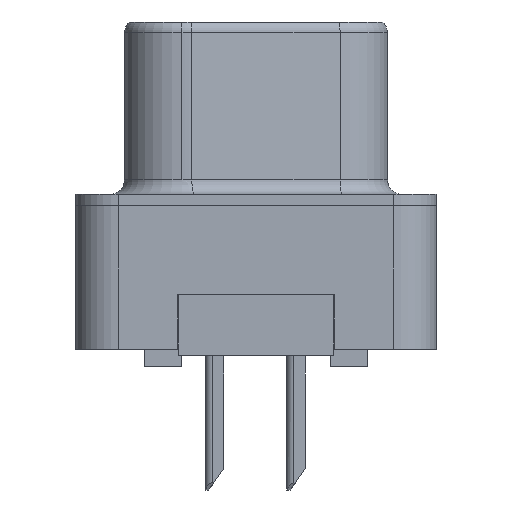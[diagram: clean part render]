
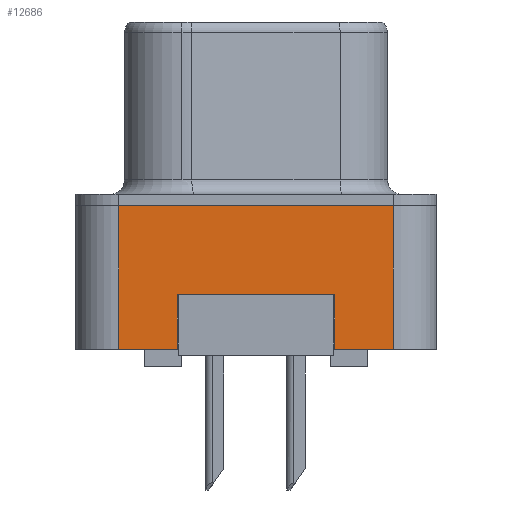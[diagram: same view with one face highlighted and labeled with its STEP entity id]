
A CAD part, left-side view. The second image highlights one B-rep face of the part: STEP entity #12686.
In plain terms, the highlighted planar face has unit normal (-1, 0, 0).
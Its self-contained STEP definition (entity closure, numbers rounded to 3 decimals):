
#255 = VERTEX_POINT ( 'NONE', #10393 ) ;
#372 = CARTESIAN_POINT ( 'NONE',  ( -2.935, -4.775, 0. ) ) ;
#914 = ORIENTED_EDGE ( 'NONE', *, *, #11827, .F. ) ;
#948 = DIRECTION ( 'NONE',  ( 0., -1., 0. ) ) ;
#1156 = CARTESIAN_POINT ( 'NONE',  ( -2.935, 4.775, -5. ) ) ;
#1625 = VECTOR ( 'NONE', #4049, 1000. ) ;
#2518 = DIRECTION ( 'NONE',  ( 0., 0., 1. ) ) ;
#3962 = LINE ( 'NONE', #9787, #6715 ) ;
#4049 = DIRECTION ( 'NONE',  ( 0., -1., 0. ) ) ;
#4296 = VERTEX_POINT ( 'NONE', #5609 ) ;
#4550 = EDGE_CURVE ( 'NONE', #11163, #16313, #17915, .T. ) ;
#4992 = CARTESIAN_POINT ( 'NONE',  ( -2.935, 2.75, -3.1 ) ) ;
#5261 = VERTEX_POINT ( 'NONE', #372 ) ;
#5385 = LINE ( 'NONE', #11205, #1625 ) ;
#5609 = CARTESIAN_POINT ( 'NONE',  ( -2.935, 2.75, -3.1 ) ) ;
#5759 = EDGE_CURVE ( 'NONE', #16737, #255, #5385, .T. ) ;
#5901 = CARTESIAN_POINT ( 'NONE',  ( -2.935, -2.75, -3.1 ) ) ;
#6408 = LINE ( 'NONE', #16329, #10339 ) ;
#6598 = VECTOR ( 'NONE', #948, 1000. ) ;
#6715 = VECTOR ( 'NONE', #2518, 1000. ) ;
#6991 = DIRECTION ( 'NONE',  ( 0., 0., -1. ) ) ;
#8046 = ORIENTED_EDGE ( 'NONE', *, *, #8381, .F. ) ;
#8173 = DIRECTION ( 'NONE',  ( 0., -1., 0. ) ) ;
#8339 = ORIENTED_EDGE ( 'NONE', *, *, #14310, .F. ) ;
#8381 = EDGE_CURVE ( 'NONE', #16737, #9614, #12685, .T. ) ;
#8433 = CARTESIAN_POINT ( 'NONE',  ( -2.935, -2.75, -5. ) ) ;
#8501 = CARTESIAN_POINT ( 'NONE',  ( -2.935, -4.775, -5. ) ) ;
#9184 = DIRECTION ( 'NONE',  ( 0., 1., 0. ) ) ;
#9563 = CARTESIAN_POINT ( 'NONE',  ( -2.935, 4.775, -5. ) ) ;
#9614 = VERTEX_POINT ( 'NONE', #13877 ) ;
#9656 = DIRECTION ( 'NONE',  ( 0., 0., -1. ) ) ;
#9787 = CARTESIAN_POINT ( 'NONE',  ( -2.935, -4.775, -5. ) ) ;
#9933 = PLANE ( 'NONE',  #17079 ) ;
#10086 = ORIENTED_EDGE ( 'NONE', *, *, #4550, .T. ) ;
#10339 = VECTOR ( 'NONE', #9184, 1000. ) ;
#10393 = CARTESIAN_POINT ( 'NONE',  ( -2.935, 2.75, -5. ) ) ;
#10656 = CARTESIAN_POINT ( 'NONE',  ( -2.935, -4.775, -5. ) ) ;
#10696 = CARTESIAN_POINT ( 'NONE',  ( -2.935, -4.775, 0. ) ) ;
#10789 = LINE ( 'NONE', #10696, #6598 ) ;
#11051 = EDGE_CURVE ( 'NONE', #16313, #5261, #3962, .T. ) ;
#11163 = VERTEX_POINT ( 'NONE', #8433 ) ;
#11205 = CARTESIAN_POINT ( 'NONE',  ( -2.935, -4.775, -5. ) ) ;
#11367 = FACE_OUTER_BOUND ( 'NONE', #14032, .T. ) ;
#11827 = EDGE_CURVE ( 'NONE', #14599, #4296, #6408, .T. ) ;
#11954 = ORIENTED_EDGE ( 'NONE', *, *, #12515, .F. ) ;
#12243 = LINE ( 'NONE', #4992, #18716 ) ;
#12515 = EDGE_CURVE ( 'NONE', #4296, #255, #12243, .T. ) ;
#12601 = DIRECTION ( 'NONE',  ( 0., 0., 1. ) ) ;
#12663 = CARTESIAN_POINT ( 'NONE',  ( -2.935, -4.775, -5. ) ) ;
#12685 = LINE ( 'NONE', #9563, #15770 ) ;
#12686 = ADVANCED_FACE ( 'NONE', ( #11367 ), #9933, .T. ) ;
#12701 = CARTESIAN_POINT ( 'NONE',  ( -2.935, -2.75, -3.1 ) ) ;
#12882 = DIRECTION ( 'NONE',  ( -1., 0., 0. ) ) ;
#13177 = VECTOR ( 'NONE', #8173, 1000. ) ;
#13283 = ORIENTED_EDGE ( 'NONE', *, *, #5759, .T. ) ;
#13370 = ORIENTED_EDGE ( 'NONE', *, *, #15231, .T. ) ;
#13877 = CARTESIAN_POINT ( 'NONE',  ( -2.935, 4.775, 0. ) ) ;
#14032 = EDGE_LOOP ( 'NONE', ( #13370, #10086, #16192, #8339, #8046, #13283, #11954, #914 ) ) ;
#14310 = EDGE_CURVE ( 'NONE', #9614, #5261, #10789, .T. ) ;
#14599 = VERTEX_POINT ( 'NONE', #5901 ) ;
#14796 = DIRECTION ( 'NONE',  ( 0., 0., 1. ) ) ;
#15231 = EDGE_CURVE ( 'NONE', #14599, #11163, #16030, .T. ) ;
#15770 = VECTOR ( 'NONE', #12601, 1000. ) ;
#16030 = LINE ( 'NONE', #12701, #16373 ) ;
#16192 = ORIENTED_EDGE ( 'NONE', *, *, #11051, .T. ) ;
#16313 = VERTEX_POINT ( 'NONE', #12663 ) ;
#16329 = CARTESIAN_POINT ( 'NONE',  ( -2.935, 2.75, -3.1 ) ) ;
#16373 = VECTOR ( 'NONE', #6991, 1000. ) ;
#16737 = VERTEX_POINT ( 'NONE', #1156 ) ;
#17079 = AXIS2_PLACEMENT_3D ( 'NONE', #8501, #12882, #14796 ) ;
#17915 = LINE ( 'NONE', #10656, #13177 ) ;
#18716 = VECTOR ( 'NONE', #9656, 1000. ) ;
